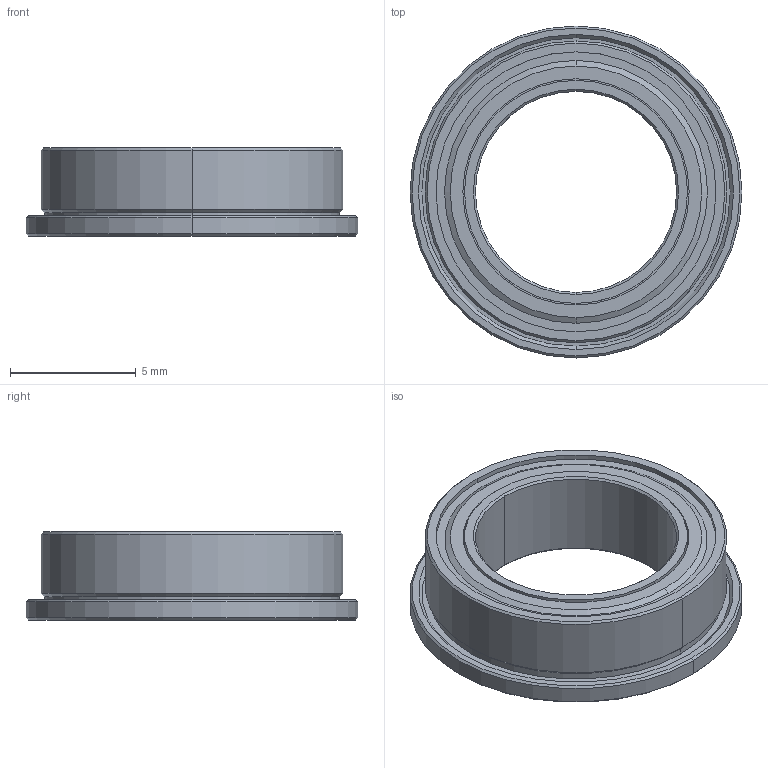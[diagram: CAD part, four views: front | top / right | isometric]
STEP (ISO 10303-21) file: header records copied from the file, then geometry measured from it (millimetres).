
FILE_DESCRIPTION (( 'STEP AP203' ), '1' );
FILE_NAME ('57155K622_Stainless Steel Ball Bearing.STEP', '2021-12-01T21:33:43', ( 'Administrator' ), ( 'Managed by Terraform' ), 'SwSTEP 2.0', 'SolidWorks 2017', '' );
FILE_SCHEMA (( 'CONFIG_CONTROL_DESIGN' ));
Length unit declared in the file: millimetre
Products named in the file (1): 57155K622_Stainless Steel Ball Bearing
Bounding box: 13.2 x 13.2 x 3.5 mm (x, y, z)
Volume: 165.4 mm3; surface area: 835.3 mm2
Topology: 26 solids, 26 shells, 122 faces, 310 edges, 206 vertices
Faces by surface type: sphere 44, cylinder 32, cone 22, plane 18, torus 6
Entity records: 2973 total; most frequent: DIRECTION 592, CARTESIAN_POINT 463, ORIENTED_EDGE 400, AXIS2_PLACEMENT_3D 269, EDGE_CURVE 200, CIRCLE 146, VERTEX_POINT 140, EDGE_LOOP 140
